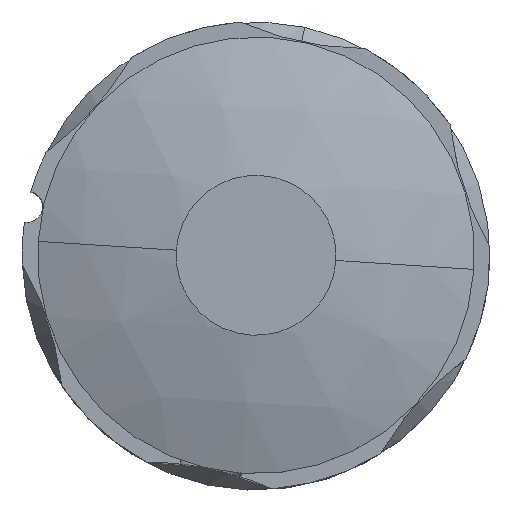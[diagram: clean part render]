
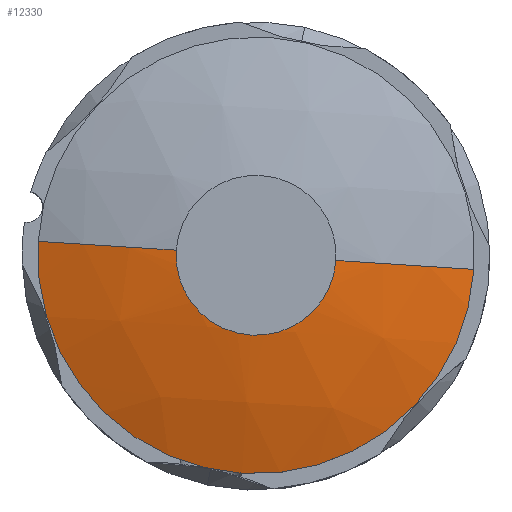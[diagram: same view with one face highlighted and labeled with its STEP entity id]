
A CAD part, top view. The second image highlights one B-rep face of the part: STEP entity #12330.
In plain terms, the highlighted spherical face has radius 20 mm.
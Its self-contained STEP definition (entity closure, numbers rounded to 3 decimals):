
#578 = ORIENTED_EDGE ( 'NONE', *, *, #1509, .F. ) ;
#777 = EDGE_CURVE ( 'NONE', #2593, #15357, #4123, .T. ) ;
#1082 = CARTESIAN_POINT ( 'NONE',  ( 7., 18.735, 0. ) ) ;
#1148 = EDGE_LOOP ( 'NONE', ( #7643, #3421, #1460, #578, #10057 ) ) ;
#1460 = ORIENTED_EDGE ( 'NONE', *, *, #7804, .T. ) ;
#1509 = EDGE_CURVE ( 'NONE', #6505, #2799, #8613, .T. ) ;
#2062 = DIRECTION ( 'NONE',  ( 0., 0., -1. ) ) ;
#2593 = VERTEX_POINT ( 'NONE', #15340 ) ;
#2799 = VERTEX_POINT ( 'NONE', #12869 ) ;
#3421 = ORIENTED_EDGE ( 'NONE', *, *, #777, .T. ) ;
#3951 = AXIS2_PLACEMENT_3D ( 'NONE', #11930, #13113, #9542 ) ;
#4088 = CIRCLE ( 'NONE', #10244, 7. ) ;
#4123 = CIRCLE ( 'NONE', #7960, 2.564 ) ;
#4162 = AXIS2_PLACEMENT_3D ( 'NONE', #7375, #13277, #11026 ) ;
#4313 = CARTESIAN_POINT ( 'NONE',  ( 0., 19.835, 0. ) ) ;
#4380 = DIRECTION ( 'NONE',  ( 0., -1., 0. ) ) ;
#4464 = DIRECTION ( 'NONE',  ( 0., -1., 0. ) ) ;
#4660 = AXIS2_PLACEMENT_3D ( 'NONE', #6867, #4380, #2062 ) ;
#5418 = DIRECTION ( 'NONE',  ( 0., 0., -1. ) ) ;
#5522 = DIRECTION ( 'NONE',  ( 0., -1., 0. ) ) ;
#5934 = CIRCLE ( 'NONE', #9061, 20. ) ;
#6505 = VERTEX_POINT ( 'NONE', #8205 ) ;
#6867 = CARTESIAN_POINT ( 'NONE',  ( 0., 18.735, 0. ) ) ;
#7152 = DIRECTION ( 'NONE',  ( 0., -1., 0. ) ) ;
#7375 = CARTESIAN_POINT ( 'NONE',  ( 0., 0., 0. ) ) ;
#7539 = FACE_OUTER_BOUND ( 'NONE', #1148, .T. ) ;
#7643 = ORIENTED_EDGE ( 'NONE', *, *, #10866, .F. ) ;
#7804 = EDGE_CURVE ( 'NONE', #15357, #2799, #5934, .T. ) ;
#7960 = AXIS2_PLACEMENT_3D ( 'NONE', #4313, #5522, #5418 ) ;
#8112 = CIRCLE ( 'NONE', #3951, 20. ) ;
#8205 = CARTESIAN_POINT ( 'NONE',  ( 0., 18.735, 7. ) ) ;
#8493 = CARTESIAN_POINT ( 'NONE',  ( -2.564, 19.835, 0. ) ) ;
#8613 = CIRCLE ( 'NONE', #4660, 7. ) ;
#9061 = AXIS2_PLACEMENT_3D ( 'NONE', #9527, #14406, #7152 ) ;
#9527 = CARTESIAN_POINT ( 'NONE',  ( 0., 0., 0. ) ) ;
#9542 = DIRECTION ( 'NONE',  ( -1., 0., 0. ) ) ;
#10057 = ORIENTED_EDGE ( 'NONE', *, *, #15229, .F. ) ;
#10244 = AXIS2_PLACEMENT_3D ( 'NONE', #11677, #4464, #10680 ) ;
#10680 = DIRECTION ( 'NONE',  ( 0., 0., -1. ) ) ;
#10866 = EDGE_CURVE ( 'NONE', #2593, #14092, #8112, .T. ) ;
#11026 = DIRECTION ( 'NONE',  ( -1., 0., 0. ) ) ;
#11136 = SPHERICAL_SURFACE ( 'NONE', #4162, 20. ) ;
#11677 = CARTESIAN_POINT ( 'NONE',  ( 0., 18.735, 0. ) ) ;
#11930 = CARTESIAN_POINT ( 'NONE',  ( 0., 0., 0. ) ) ;
#12330 = ADVANCED_FACE ( 'NONE', ( #7539 ), #11136, .T. ) ;
#12869 = CARTESIAN_POINT ( 'NONE',  ( -7., 18.735, 0. ) ) ;
#13113 = DIRECTION ( 'NONE',  ( 0., 0., -1. ) ) ;
#13277 = DIRECTION ( 'NONE',  ( 0., 0., -1. ) ) ;
#14092 = VERTEX_POINT ( 'NONE', #1082 ) ;
#14406 = DIRECTION ( 'NONE',  ( 0., 0., 1. ) ) ;
#15229 = EDGE_CURVE ( 'NONE', #14092, #6505, #4088, .T. ) ;
#15340 = CARTESIAN_POINT ( 'NONE',  ( 2.564, 19.835, 0. ) ) ;
#15357 = VERTEX_POINT ( 'NONE', #8493 ) ;
